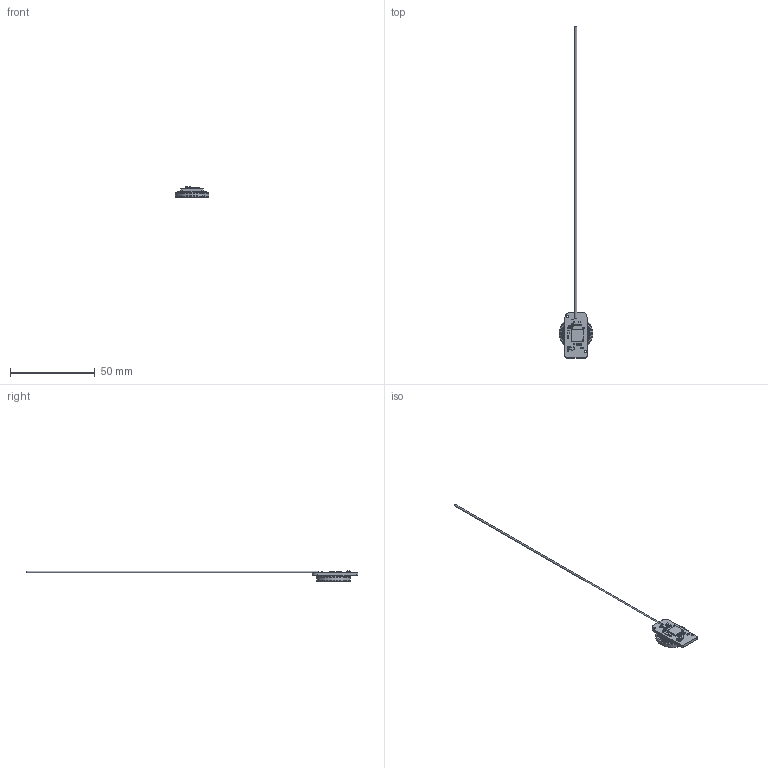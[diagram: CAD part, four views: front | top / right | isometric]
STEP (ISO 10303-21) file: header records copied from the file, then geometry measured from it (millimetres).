
FILE_DESCRIPTION(('KiCad electronic assembly'),'2;1');
FILE_NAME('beacon_v1.1.step','2025-03-28T23:41:42',('Pcbnew'),('Kicad'), 'Open CASCADE STEP processor 7.8','KiCad to STEP converter','Unknown' );
FILE_SCHEMA(('AUTOMOTIVE_DESIGN { 1 0 10303 214 1 1 1 1 }'));
Length unit declared in the file: millimetre
Products named in the file (22): beacon_v1.1 1; L_0402_1005Metric; C_0402_1005Metric; QFN-48-1EP_7x7mm_P0.5mm_EP5.15x5.15mm; QFN-48-1EP_7x7mm_Pitch0.5mm; R_0402_1005Metric; SOT-23; SOT_23; Crystal_SMD_3225-4Pin_3.2x2.5mm; LED_0603_1608Metric; whipantenna; whipantenna v1; cr2032_cell; Part 2; Part 3; Part 1; _autosave-beacon_PCB
Assembly tree (40 placements, depth 3):
  beacon_v1.1 1
    L_0402_1005Metric  x3
      L_0402_1005Metric
    C_0402_1005Metric  x15
      C_0402_1005Metric
    QFN-48-1EP_7x7mm_P0.5mm_EP5.15x5.15mm
      QFN-48-1EP_7x7mm_Pitch0.5mm
    R_0402_1005Metric  x4
      R_0402_1005Metric
    SOT-23
      SOT_23
    Crystal_SMD_3225-4Pin_3.2x2.5mm
      Crystal_SMD_3225-4Pin_3.2x2.5mm
    LED_0603_1608Metric
      LED_0603_1608Metric
    whipantenna
      whipantenna v1
    cr2032_cell
      Part 2
      Part 3
      Part 1
    _autosave-beacon_PCB
Bounding box: 20 x 196.1 x 6.1 mm (x, y, z)
Volume: 1696.3 mm3; surface area: 3393.1 mm2
Topology: 31 solids, 31 shells, 2062 faces, 5716 edges, 3787 vertices
Faces by surface type: plane 925, sphere 608, cylinder 329, bspline 195, torus 5
Full cylindrical faces by diameter (mm): 0.5 x1, 1 x1, 1.152 x2, 17.7 x2, 18.6 x2, 20 x1
Entity records: 53180 total; most frequent: CARTESIAN_POINT 13148, ORIENTED_EDGE 7504, DIRECTION 6353, EDGE_CURVE 3752, VERTEX_POINT 2887, AXIS2_PLACEMENT_3D 2221, FACE_BOUND 2189, EDGE_LOOP 2189
